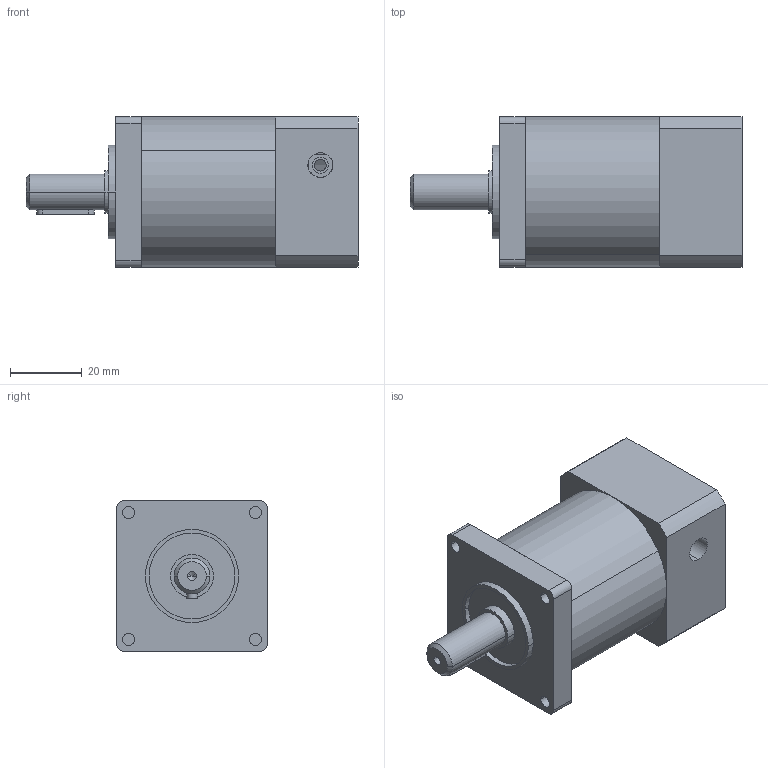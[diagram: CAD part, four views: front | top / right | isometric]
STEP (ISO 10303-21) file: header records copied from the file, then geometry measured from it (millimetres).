
FILE_DESCRIPTION (( 'STEP AP203' ), '1' );
FILE_NAME ('GPF042-L2-(8-30-45-M3).STEP', '2024-08-14T06:17:29', ( '' ), ( '' ), 'SwSTEP 2.0', 'SolidWorks 2019', '' );
FILE_SCHEMA (( 'CONFIG_CONTROL_DESIGN' ));
Length unit declared in the file: millimetre
Products named in the file (1): GPF042-L2-(8-30-45-M3)
Bounding box: 92.7 x 42 x 42 mm (x, y, z)
Volume: 71936.4 mm3; surface area: 30059.5 mm2
Topology: 4 solids, 4 shells, 141 faces, 348 edges, 223 vertices
Faces by surface type: cylinder 76, plane 51, cone 14
Entity records: 5105 total; most frequent: CARTESIAN_POINT 1579, DIRECTION 758, ORIENTED_EDGE 676, EDGE_CURVE 338, AXIS2_PLACEMENT_3D 296, VERTEX_POINT 223, EDGE_LOOP 181, LINE 166
